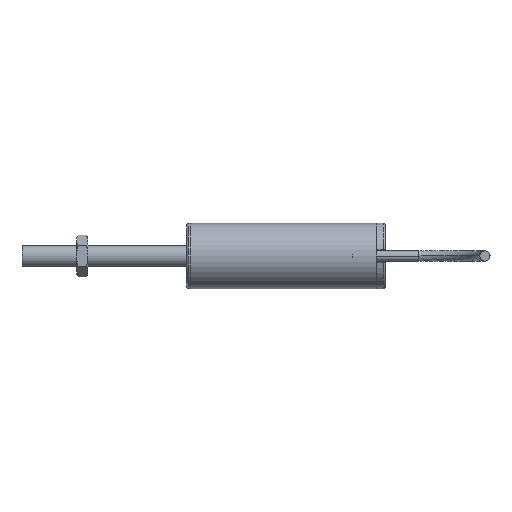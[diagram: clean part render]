
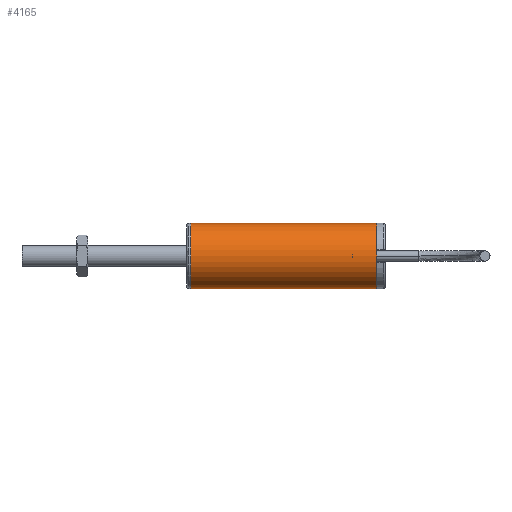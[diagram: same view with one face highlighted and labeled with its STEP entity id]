
A CAD part, front view. The second image highlights one B-rep face of the part: STEP entity #4165.
In plain terms, the highlighted cylindrical face has radius 6.35 mm (diameter 12.7 mm), a partial arc.
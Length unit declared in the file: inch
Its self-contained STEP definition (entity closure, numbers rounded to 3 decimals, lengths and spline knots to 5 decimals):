
#37 = ORIENTED_EDGE ( 'NONE', *, *, #1954, .T. ) ;
#46 = CARTESIAN_POINT ( 'NONE',  ( 0., 0., 0.25 ) ) ;
#62 = CARTESIAN_POINT ( 'NONE',  ( 1.41, 0., -0.25 ) ) ;
#72 = CARTESIAN_POINT ( 'NONE',  ( 1.41, 0., 0.25 ) ) ;
#288 = LINE ( 'NONE', #2570, #831 ) ;
#322 = DIRECTION ( 'NONE',  ( -1., 0., 0. ) ) ;
#377 = DIRECTION ( 'NONE',  ( -1., 0., 0. ) ) ;
#383 = EDGE_CURVE ( 'NONE', #1206, #3939, #288, .T. ) ;
#552 = VERTEX_POINT ( 'NONE', #62 ) ;
#572 = CIRCLE ( 'NONE', #2838, 0.25 ) ;
#660 = DIRECTION ( 'NONE',  ( 0., 0., 1. ) ) ;
#672 = CYLINDRICAL_SURFACE ( 'NONE', #4194, 0.25 ) ;
#768 = ORIENTED_EDGE ( 'NONE', *, *, #2091, .F. ) ;
#831 = VECTOR ( 'NONE', #4185, 39.37008 ) ;
#929 = CARTESIAN_POINT ( 'NONE',  ( 0., 0., 0. ) ) ;
#1125 = CIRCLE ( 'NONE', #3520, 0.25 ) ;
#1206 = VERTEX_POINT ( 'NONE', #72 ) ;
#1339 = FACE_OUTER_BOUND ( 'NONE', #3119, .T. ) ;
#1556 = CARTESIAN_POINT ( 'NONE',  ( 0., 0., -0.25 ) ) ;
#1924 = ORIENTED_EDGE ( 'NONE', *, *, #2416, .T. ) ;
#1936 = DIRECTION ( 'NONE',  ( 1., 0., 0. ) ) ;
#1954 = EDGE_CURVE ( 'NONE', #3939, #2263, #1125, .T. ) ;
#2091 = EDGE_CURVE ( 'NONE', #552, #2263, #2733, .T. ) ;
#2227 = DIRECTION ( 'NONE',  ( 0., 0., 1. ) ) ;
#2263 = VERTEX_POINT ( 'NONE', #1556 ) ;
#2399 = DIRECTION ( 'NONE',  ( -1., 0., 0. ) ) ;
#2416 = EDGE_CURVE ( 'NONE', #552, #1206, #572, .T. ) ;
#2531 = ORIENTED_EDGE ( 'NONE', *, *, #383, .T. ) ;
#2570 = CARTESIAN_POINT ( 'NONE',  ( 1.41, 0., 0.25 ) ) ;
#2598 = CARTESIAN_POINT ( 'NONE',  ( 1.41, 0., 0. ) ) ;
#2621 = VECTOR ( 'NONE', #2399, 39.37008 ) ;
#2733 = LINE ( 'NONE', #4052, #2621 ) ;
#2838 = AXIS2_PLACEMENT_3D ( 'NONE', #3979, #322, #660 ) ;
#3119 = EDGE_LOOP ( 'NONE', ( #768, #1924, #2531, #37 ) ) ;
#3520 = AXIS2_PLACEMENT_3D ( 'NONE', #929, #1936, #2227 ) ;
#3921 = DIRECTION ( 'NONE',  ( 0., 0., 1. ) ) ;
#3939 = VERTEX_POINT ( 'NONE', #46 ) ;
#3979 = CARTESIAN_POINT ( 'NONE',  ( 1.41, 0., 0. ) ) ;
#4052 = CARTESIAN_POINT ( 'NONE',  ( 1.41, 0., -0.25 ) ) ;
#4165 = ADVANCED_FACE ( 'NONE', ( #1339 ), #672, .T. ) ;
#4185 = DIRECTION ( 'NONE',  ( -1., 0., 0. ) ) ;
#4194 = AXIS2_PLACEMENT_3D ( 'NONE', #2598, #377, #3921 ) ;
